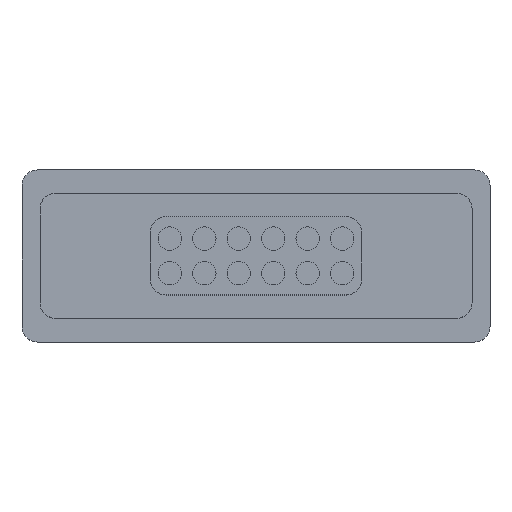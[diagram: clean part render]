
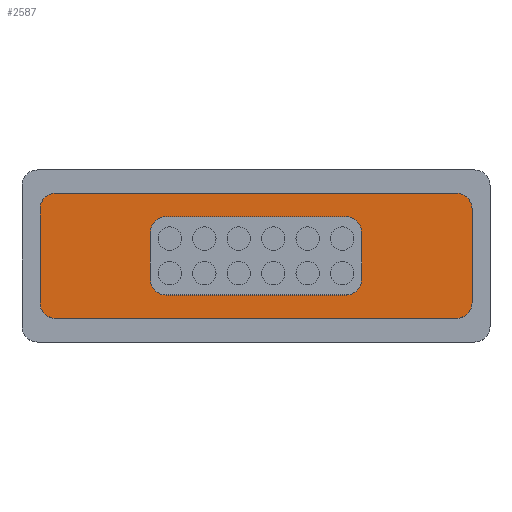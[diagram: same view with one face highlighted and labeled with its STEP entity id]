
A CAD part, top view. The second image highlights one B-rep face of the part: STEP entity #2587.
In plain terms, the highlighted planar face has unit normal (0, 0, 1).
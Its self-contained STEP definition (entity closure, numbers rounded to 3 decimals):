
#67=FACE_BOUND('',#478,.T.);
#132=PLANE('',#2875);
#267=FACE_OUTER_BOUND('',#477,.T.);
#477=EDGE_LOOP('',(#1989,#1990,#1991,#1992,#1993,#1994,#1995,#1996));
#478=EDGE_LOOP('',(#1997,#1998,#1999,#2000,#2001,#2002,#2003,#2004));
#647=LINE('',#4049,#819);
#653=LINE('',#4064,#825);
#667=LINE('',#4154,#839);
#680=LINE('',#4204,#852);
#712=LINE('',#4308,#884);
#715=LINE('',#4314,#887);
#716=LINE('',#4318,#888);
#717=LINE('',#4322,#889);
#819=VECTOR('',#3149,10.);
#825=VECTOR('',#3165,10.);
#839=VECTOR('',#3281,10.);
#852=VECTOR('',#3344,10.);
#884=VECTOR('',#3446,10.);
#887=VECTOR('',#3451,10.);
#888=VECTOR('',#3454,10.);
#889=VECTOR('',#3457,10.);
#986=CIRCLE('',#2741,1.);
#1002=CIRCLE('',#2760,1.);
#1003=CIRCLE('',#2762,1.);
#1004=CIRCLE('',#2765,1.);
#1057=CIRCLE('',#2872,1.);
#1059=CIRCLE('',#2876,1.);
#1060=CIRCLE('',#2877,1.);
#1061=CIRCLE('',#2878,1.);
#1163=VERTEX_POINT('',#4004);
#1164=VERTEX_POINT('',#4006);
#1183=VERTEX_POINT('',#4048);
#1184=VERTEX_POINT('',#4052);
#1185=VERTEX_POINT('',#4056);
#1186=VERTEX_POINT('',#4058);
#1187=VERTEX_POINT('',#4062);
#1188=VERTEX_POINT('',#4066);
#1257=VERTEX_POINT('',#4298);
#1258=VERTEX_POINT('',#4299);
#1261=VERTEX_POINT('',#4307);
#1263=VERTEX_POINT('',#4313);
#1264=VERTEX_POINT('',#4315);
#1265=VERTEX_POINT('',#4317);
#1266=VERTEX_POINT('',#4319);
#1267=VERTEX_POINT('',#4321);
#1395=EDGE_CURVE('',#1163,#1164,#986,.F.);
#1416=EDGE_CURVE('',#1183,#1164,#647,.T.);
#1418=EDGE_CURVE('',#1183,#1184,#1002,.F.);
#1421=EDGE_CURVE('',#1185,#1186,#1003,.F.);
#1424=EDGE_CURVE('',#1185,#1187,#653,.T.);
#1426=EDGE_CURVE('',#1188,#1187,#1004,.F.);
#1463=EDGE_CURVE('',#1163,#1186,#667,.T.);
#1488=EDGE_CURVE('',#1188,#1184,#680,.T.);
#1534=EDGE_CURVE('',#1257,#1258,#1057,.T.);
#1538=EDGE_CURVE('',#1261,#1258,#712,.T.);
#1541=EDGE_CURVE('',#1257,#1263,#715,.T.);
#1542=EDGE_CURVE('',#1264,#1263,#1059,.T.);
#1543=EDGE_CURVE('',#1264,#1265,#716,.T.);
#1544=EDGE_CURVE('',#1266,#1265,#1060,.T.);
#1545=EDGE_CURVE('',#1266,#1267,#717,.T.);
#1546=EDGE_CURVE('',#1261,#1267,#1061,.T.);
#1989=ORIENTED_EDGE('',*,*,#1534,.F.);
#1990=ORIENTED_EDGE('',*,*,#1541,.T.);
#1991=ORIENTED_EDGE('',*,*,#1542,.F.);
#1992=ORIENTED_EDGE('',*,*,#1543,.T.);
#1993=ORIENTED_EDGE('',*,*,#1544,.F.);
#1994=ORIENTED_EDGE('',*,*,#1545,.T.);
#1995=ORIENTED_EDGE('',*,*,#1546,.F.);
#1996=ORIENTED_EDGE('',*,*,#1538,.T.);
#1997=ORIENTED_EDGE('',*,*,#1416,.T.);
#1998=ORIENTED_EDGE('',*,*,#1395,.F.);
#1999=ORIENTED_EDGE('',*,*,#1463,.T.);
#2000=ORIENTED_EDGE('',*,*,#1421,.F.);
#2001=ORIENTED_EDGE('',*,*,#1424,.T.);
#2002=ORIENTED_EDGE('',*,*,#1426,.F.);
#2003=ORIENTED_EDGE('',*,*,#1488,.T.);
#2004=ORIENTED_EDGE('',*,*,#1418,.F.);
#2587=ADVANCED_FACE('',(#267,#67),#132,.T.);
#2741=AXIS2_PLACEMENT_3D('',#4007,#3108,#3109);
#2760=AXIS2_PLACEMENT_3D('',#4053,#3153,#3154);
#2762=AXIS2_PLACEMENT_3D('',#4059,#3159,#3160);
#2765=AXIS2_PLACEMENT_3D('',#4068,#3169,#3170);
#2872=AXIS2_PLACEMENT_3D('',#4300,#3438,#3439);
#2875=AXIS2_PLACEMENT_3D('',#4312,#3449,#3450);
#2876=AXIS2_PLACEMENT_3D('',#4316,#3452,#3453);
#2877=AXIS2_PLACEMENT_3D('',#4320,#3455,#3456);
#2878=AXIS2_PLACEMENT_3D('',#4323,#3458,#3459);
#3108=DIRECTION('center_axis',(0.,0.,-1.));
#3109=DIRECTION('ref_axis',(0.707,-0.707,0.));
#3149=DIRECTION('',(0.,-1.,0.));
#3153=DIRECTION('center_axis',(0.,0.,-1.));
#3154=DIRECTION('ref_axis',(0.707,0.707,0.));
#3159=DIRECTION('center_axis',(0.,0.,-1.));
#3160=DIRECTION('ref_axis',(-0.707,-0.707,0.));
#3165=DIRECTION('',(0.,1.,0.));
#3169=DIRECTION('center_axis',(0.,0.,-1.));
#3170=DIRECTION('ref_axis',(-0.707,0.707,0.));
#3281=DIRECTION('',(-1.,0.,0.));
#3344=DIRECTION('',(1.,0.,0.));
#3438=DIRECTION('center_axis',(0.,0.,-1.));
#3439=DIRECTION('ref_axis',(-0.707,0.707,0.));
#3446=DIRECTION('',(-1.,0.,0.));
#3449=DIRECTION('center_axis',(0.,0.,1.));
#3450=DIRECTION('ref_axis',(1.,0.,0.));
#3451=DIRECTION('',(0.,-1.,0.));
#3452=DIRECTION('center_axis',(0.,0.,-1.));
#3453=DIRECTION('ref_axis',(-0.707,-0.707,0.));
#3454=DIRECTION('',(1.,0.,0.));
#3455=DIRECTION('center_axis',(0.,0.,-1.));
#3456=DIRECTION('ref_axis',(0.707,-0.707,0.));
#3457=DIRECTION('',(0.,1.,0.));
#3458=DIRECTION('center_axis',(0.,0.,-1.));
#3459=DIRECTION('ref_axis',(0.707,0.707,0.));
#4004=CARTESIAN_POINT('',(5.75,-2.5,4.5));
#4006=CARTESIAN_POINT('',(6.75,-1.5,4.5));
#4007=CARTESIAN_POINT('Origin',(5.75,-1.5,4.5));
#4048=CARTESIAN_POINT('',(6.75,1.5,4.5));
#4049=CARTESIAN_POINT('',(6.75,-2.5,4.5));
#4052=CARTESIAN_POINT('',(5.75,2.5,4.5));
#4053=CARTESIAN_POINT('Origin',(5.75,1.5,4.5));
#4056=CARTESIAN_POINT('',(-6.75,-1.5,4.5));
#4058=CARTESIAN_POINT('',(-5.75,-2.5,4.5));
#4059=CARTESIAN_POINT('Origin',(-5.75,-1.5,4.5));
#4062=CARTESIAN_POINT('',(-6.75,1.5,4.5));
#4064=CARTESIAN_POINT('',(-6.75,2.5,4.5));
#4066=CARTESIAN_POINT('',(-5.75,2.5,4.5));
#4068=CARTESIAN_POINT('Origin',(-5.75,1.5,4.5));
#4154=CARTESIAN_POINT('',(-6.75,-2.5,4.5));
#4204=CARTESIAN_POINT('',(6.75,2.5,4.5));
#4298=CARTESIAN_POINT('',(-13.8,3.,4.5));
#4299=CARTESIAN_POINT('',(-12.8,4.,4.5));
#4300=CARTESIAN_POINT('Origin',(-12.8,3.,4.5));
#4307=CARTESIAN_POINT('',(12.8,4.,4.5));
#4308=CARTESIAN_POINT('',(13.8,4.,4.5));
#4312=CARTESIAN_POINT('Origin',(0.,0.,4.5));
#4313=CARTESIAN_POINT('',(-13.8,-3.,4.5));
#4314=CARTESIAN_POINT('',(-13.8,4.,4.5));
#4315=CARTESIAN_POINT('',(-12.8,-4.,4.5));
#4316=CARTESIAN_POINT('Origin',(-12.8,-3.,4.5));
#4317=CARTESIAN_POINT('',(12.8,-4.,4.5));
#4318=CARTESIAN_POINT('',(-13.8,-4.,4.5));
#4319=CARTESIAN_POINT('',(13.8,-3.,4.5));
#4320=CARTESIAN_POINT('Origin',(12.8,-3.,4.5));
#4321=CARTESIAN_POINT('',(13.8,3.,4.5));
#4322=CARTESIAN_POINT('',(13.8,-4.,4.5));
#4323=CARTESIAN_POINT('Origin',(12.8,3.,4.5));
